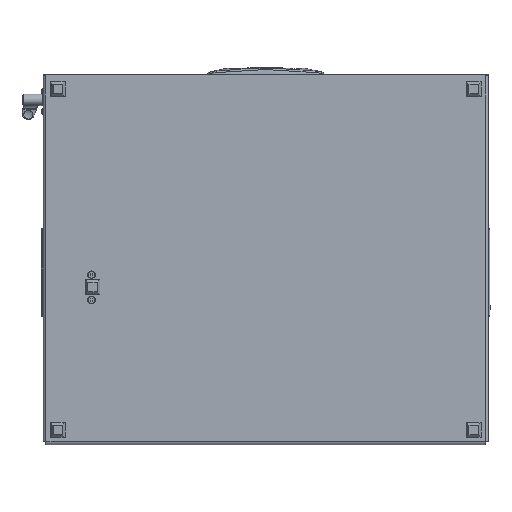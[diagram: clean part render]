
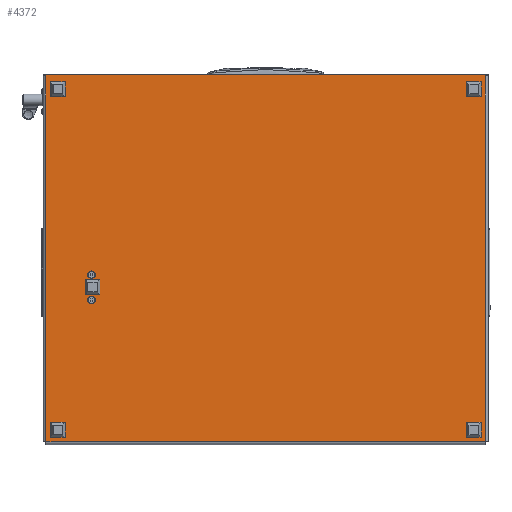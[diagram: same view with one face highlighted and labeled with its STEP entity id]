
A CAD part, front view. The second image highlights one B-rep face of the part: STEP entity #4372.
In plain terms, the highlighted face is planar.
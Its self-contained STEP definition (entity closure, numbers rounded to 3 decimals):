
#667 = AXIS2_PLACEMENT_3D ( 'NONE', #45390, #1371, #23881 ) ;
#712 = VERTEX_POINT ( 'NONE', #46828 ) ;
#746 = LINE ( 'NONE', #26611, #43088 ) ;
#1126 = CARTESIAN_POINT ( 'NONE',  ( 0., 608., 0. ) ) ;
#1371 = DIRECTION ( 'NONE',  ( 0., 0., -1. ) ) ;
#1933 = VERTEX_POINT ( 'NONE', #17119 ) ;
#3189 = CARTESIAN_POINT ( 'NONE',  ( 0., -4., 0. ) ) ;
#4372 = ADVANCED_FACE ( 'NONE', ( #34141, #37729, #38453 ), #31036, .T. ) ;
#5281 = EDGE_LOOP ( 'NONE', ( #10139, #27831 ) ) ;
#6272 = DIRECTION ( 'NONE',  ( 0., 0., -1. ) ) ;
#6581 = VECTOR ( 'NONE', #22254, 1000. ) ;
#6732 = VECTOR ( 'NONE', #17276, 1000. ) ;
#6733 = VERTEX_POINT ( 'NONE', #18246 ) ;
#6869 = DIRECTION ( 'NONE',  ( 0., 0., -1. ) ) ;
#7026 = DIRECTION ( 'NONE',  ( -1., 0., 0. ) ) ;
#7198 = AXIS2_PLACEMENT_3D ( 'NONE', #25805, #6869, #25557 ) ;
#7435 = DIRECTION ( 'NONE',  ( 1., 0., 0. ) ) ;
#7651 = CARTESIAN_POINT ( 'NONE',  ( 0., -2., 0. ) ) ;
#8402 = VECTOR ( 'NONE', #28630, 1000. ) ;
#8603 = VERTEX_POINT ( 'NONE', #26052 ) ;
#8915 = ORIENTED_EDGE ( 'NONE', *, *, #9123, .F. ) ;
#9037 = CARTESIAN_POINT ( 'NONE',  ( 506., 608., 0. ) ) ;
#9123 = EDGE_CURVE ( 'NONE', #1933, #16565, #14690, .T. ) ;
#9380 = DIRECTION ( 'NONE',  ( -1., 0., 0. ) ) ;
#9622 = DIRECTION ( 'NONE',  ( 0., 1., 0. ) ) ;
#10139 = ORIENTED_EDGE ( 'NONE', *, *, #45355, .F. ) ;
#10376 = CARTESIAN_POINT ( 'NONE',  ( 310., 545., 0. ) ) ;
#10380 = VECTOR ( 'NONE', #7435, 1000. ) ;
#11400 = ORIENTED_EDGE ( 'NONE', *, *, #33496, .T. ) ;
#11448 = VERTEX_POINT ( 'NONE', #22493 ) ;
#11823 = EDGE_CURVE ( 'NONE', #25164, #6733, #28794, .T. ) ;
#12527 = CIRCLE ( 'NONE', #7198, 5.2 ) ;
#14690 = LINE ( 'NONE', #3189, #30752 ) ;
#15184 = CIRCLE ( 'NONE', #31965, 5.2 ) ;
#16565 = VERTEX_POINT ( 'NONE', #20058 ) ;
#17119 = CARTESIAN_POINT ( 'NONE',  ( 0., -2., 0. ) ) ;
#17276 = DIRECTION ( 'NONE',  ( 0., 1., 0. ) ) ;
#18246 = CARTESIAN_POINT ( 'NONE',  ( 304.8, 545., 0. ) ) ;
#18505 = DIRECTION ( 'NONE',  ( 0., 1., 0. ) ) ;
#18630 = LINE ( 'NONE', #1126, #30447 ) ;
#19114 = DIRECTION ( 'NONE',  ( -1., 0., 0. ) ) ;
#19884 = EDGE_CURVE ( 'NONE', #16565, #21667, #25171, .T. ) ;
#19898 = CARTESIAN_POINT ( 'NONE',  ( 0., -4., 0. ) ) ;
#20058 = CARTESIAN_POINT ( 'NONE',  ( 0., 0., 0. ) ) ;
#20973 = LINE ( 'NONE', #24814, #8402 ) ;
#21130 = AXIS2_PLACEMENT_3D ( 'NONE', #35306, #46351, #24101 ) ;
#21132 = ORIENTED_EDGE ( 'NONE', *, *, #27734, .T. ) ;
#21384 = EDGE_CURVE ( 'NONE', #24046, #8603, #23031, .T. ) ;
#21667 = VERTEX_POINT ( 'NONE', #31292 ) ;
#22254 = DIRECTION ( 'NONE',  ( -1., 0., 0. ) ) ;
#22408 = EDGE_CURVE ( 'NONE', #36904, #24046, #18630, .T. ) ;
#22493 = CARTESIAN_POINT ( 'NONE',  ( -2., -2., 0. ) ) ;
#22796 = CIRCLE ( 'NONE', #28918, 5.2 ) ;
#23031 = LINE ( 'NONE', #19898, #6732 ) ;
#23553 = EDGE_LOOP ( 'NONE', ( #28224, #29276 ) ) ;
#23881 = DIRECTION ( 'NONE',  ( -1., 0., 0. ) ) ;
#24046 = VERTEX_POINT ( 'NONE', #29793 ) ;
#24101 = DIRECTION ( 'NONE',  ( -1., 0., 0. ) ) ;
#24766 = ORIENTED_EDGE ( 'NONE', *, *, #19884, .F. ) ;
#24814 = CARTESIAN_POINT ( 'NONE',  ( 506., 608., 0. ) ) ;
#25116 = EDGE_LOOP ( 'NONE', ( #8915, #21132, #29691, #11400, #29049, #30770, #44201, #24766 ) ) ;
#25164 = VERTEX_POINT ( 'NONE', #46751 ) ;
#25171 = LINE ( 'NONE', #36835, #10380 ) ;
#25293 = VERTEX_POINT ( 'NONE', #29041 ) ;
#25557 = DIRECTION ( 'NONE',  ( -1., 0., 0. ) ) ;
#25805 = CARTESIAN_POINT ( 'NONE',  ( 275., 545., 0. ) ) ;
#26052 = CARTESIAN_POINT ( 'NONE',  ( 0., 610., 0. ) ) ;
#26611 = CARTESIAN_POINT ( 'NONE',  ( 0., 610., 0. ) ) ;
#27734 = EDGE_CURVE ( 'NONE', #1933, #11448, #40431, .T. ) ;
#27831 = ORIENTED_EDGE ( 'NONE', *, *, #39870, .F. ) ;
#28224 = ORIENTED_EDGE ( 'NONE', *, *, #39537, .F. ) ;
#28630 = DIRECTION ( 'NONE',  ( 0., -1., 0. ) ) ;
#28794 = CIRCLE ( 'NONE', #21130, 5.2 ) ;
#28901 = CARTESIAN_POINT ( 'NONE',  ( 269.8, 545., 0. ) ) ;
#28918 = AXIS2_PLACEMENT_3D ( 'NONE', #10376, #32873, #7026 ) ;
#29041 = CARTESIAN_POINT ( 'NONE',  ( 280.2, 545., 0. ) ) ;
#29049 = ORIENTED_EDGE ( 'NONE', *, *, #21384, .F. ) ;
#29276 = ORIENTED_EDGE ( 'NONE', *, *, #11823, .F. ) ;
#29691 = ORIENTED_EDGE ( 'NONE', *, *, #30797, .T. ) ;
#29793 = CARTESIAN_POINT ( 'NONE',  ( 0., 608., 0. ) ) ;
#30447 = VECTOR ( 'NONE', #19114, 1000. ) ;
#30752 = VECTOR ( 'NONE', #18505, 1000. ) ;
#30770 = ORIENTED_EDGE ( 'NONE', *, *, #22408, .F. ) ;
#30797 = EDGE_CURVE ( 'NONE', #11448, #712, #39044, .T. ) ;
#31036 = PLANE ( 'NONE',  #667 ) ;
#31292 = CARTESIAN_POINT ( 'NONE',  ( 506., 0., 0. ) ) ;
#31965 = AXIS2_PLACEMENT_3D ( 'NONE', #34713, #6272, #9380 ) ;
#32873 = DIRECTION ( 'NONE',  ( 0., 0., -1. ) ) ;
#33496 = EDGE_CURVE ( 'NONE', #712, #8603, #746, .T. ) ;
#34141 = FACE_BOUND ( 'NONE', #5281, .T. ) ;
#34713 = CARTESIAN_POINT ( 'NONE',  ( 275., 545., 0. ) ) ;
#35306 = CARTESIAN_POINT ( 'NONE',  ( 310., 545., 0. ) ) ;
#36342 = VECTOR ( 'NONE', #9622, 1000. ) ;
#36835 = CARTESIAN_POINT ( 'NONE',  ( 0., 0., 0. ) ) ;
#36904 = VERTEX_POINT ( 'NONE', #9037 ) ;
#37729 = FACE_BOUND ( 'NONE', #23553, .T. ) ;
#38021 = VERTEX_POINT ( 'NONE', #28901 ) ;
#38453 = FACE_OUTER_BOUND ( 'NONE', #25116, .T. ) ;
#39044 = LINE ( 'NONE', #42405, #36342 ) ;
#39537 = EDGE_CURVE ( 'NONE', #6733, #25164, #22796, .T. ) ;
#39870 = EDGE_CURVE ( 'NONE', #25293, #38021, #15184, .T. ) ;
#40431 = LINE ( 'NONE', #7651, #6581 ) ;
#42405 = CARTESIAN_POINT ( 'NONE',  ( -2., -4., 0. ) ) ;
#42633 = EDGE_CURVE ( 'NONE', #36904, #21667, #20973, .T. ) ;
#43088 = VECTOR ( 'NONE', #44777, 1000. ) ;
#44201 = ORIENTED_EDGE ( 'NONE', *, *, #42633, .T. ) ;
#44777 = DIRECTION ( 'NONE',  ( 1., 0., 0. ) ) ;
#45355 = EDGE_CURVE ( 'NONE', #38021, #25293, #12527, .T. ) ;
#45390 = CARTESIAN_POINT ( 'NONE',  ( 0., 608., 0. ) ) ;
#46351 = DIRECTION ( 'NONE',  ( 0., 0., -1. ) ) ;
#46751 = CARTESIAN_POINT ( 'NONE',  ( 315.2, 545., 0. ) ) ;
#46828 = CARTESIAN_POINT ( 'NONE',  ( -2., 610., 0. ) ) ;
